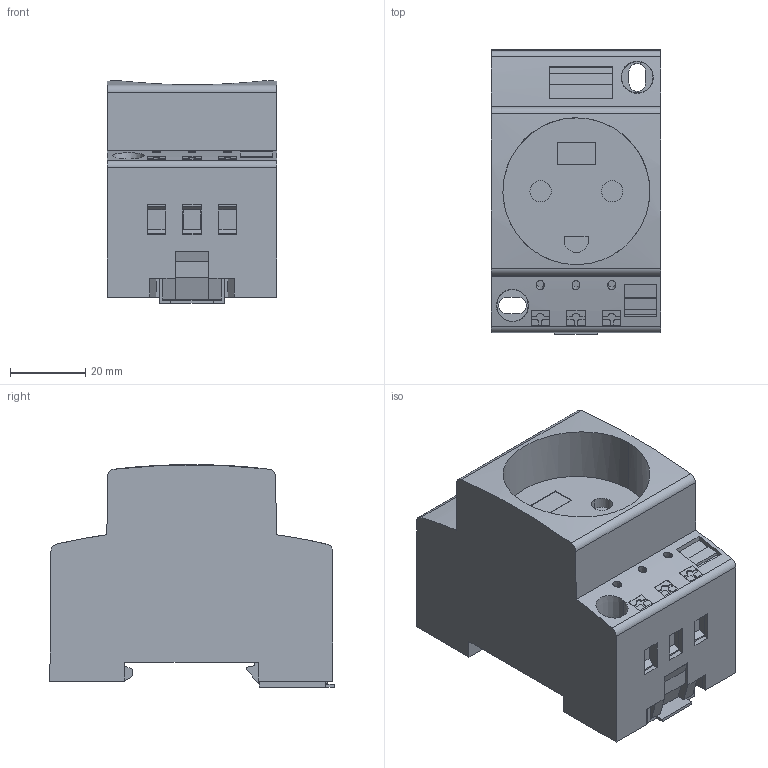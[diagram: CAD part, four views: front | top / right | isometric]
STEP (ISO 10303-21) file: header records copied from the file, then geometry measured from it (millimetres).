
FILE_DESCRIPTION(('Creo Elements/Direct Modeling STEP Export'),'2;1');
FILE_NAME('model.stp','2020-08-22T 1:24:02',(''),(''),'Creo Elements/Direct Modeling STEP processor for AP214 (Solid Model)','Creo Elements/Direct Modeling 20.1A 29-Sep-2018 (C) Parametric Technology GmbH','');
FILE_SCHEMA(('AUTOMOTIVE_DESIGN { 1 0 10303 214 1 1 1 1 }'));
Length unit declared in the file: millimetre
Products named in the file (2): 0804119_EO_K_PT-select
Assembly tree (1 placements, depth 2):
  0804119_EO_K_PT-select
    0804119_EO_K_PT-select
Bounding box: 45 x 75.48 x 59.15 mm (x, y, z)
Volume: 136907.6 mm3; surface area: 23839.3 mm2
Topology: 1 solids, 1 shells, 225 faces, 619 edges, 412 vertices
Faces by surface type: plane 180, extrusion 21, cylinder 20, cone 4
Entity records: 11032 total; most frequent: CARTESIAN_POINT 4937, ORIENTED_EDGE 1238, DIRECTION 944, EDGE_CURVE 619, VECTOR 490, LINE 469, VERTEX_POINT 412, EDGE_LOOP 247
